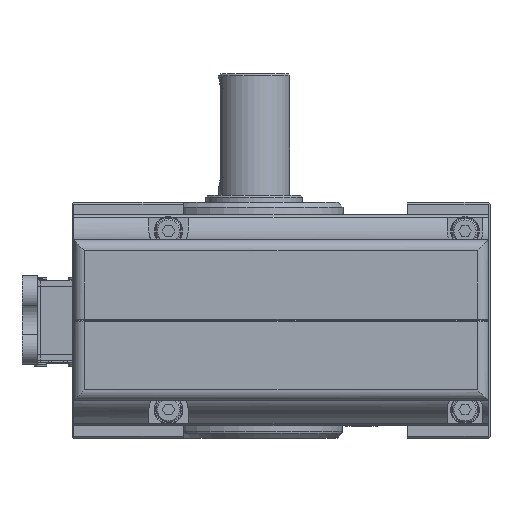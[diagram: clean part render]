
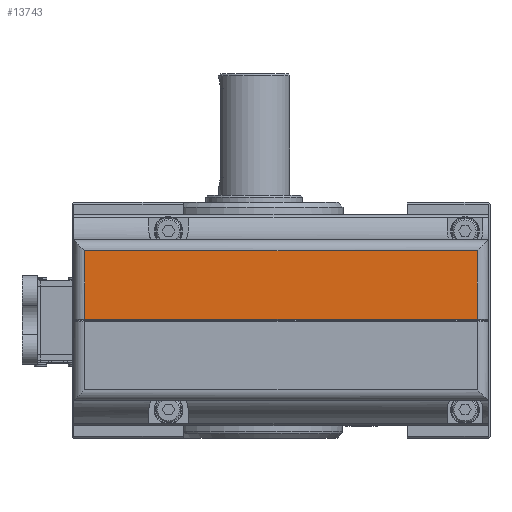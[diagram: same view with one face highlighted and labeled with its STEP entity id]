
A CAD part, left-side view. The second image highlights one B-rep face of the part: STEP entity #13743.
In plain terms, the highlighted planar face has unit normal (-1, 0, 0).
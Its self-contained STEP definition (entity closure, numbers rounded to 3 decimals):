
#401=B_SPLINE_CURVE_WITH_KNOTS('',3,(#22166,#22167,#22168,#22169),
 .UNSPECIFIED.,.F.,.F.,(4,4),(0.,1.),.UNSPECIFIED.);
#1073=LINE('',#22159,#2177);
#1074=LINE('',#22162,#2178);
#1075=LINE('',#22164,#2179);
#2177=VECTOR('',#17682,1000.);
#2178=VECTOR('',#17683,1000.);
#2179=VECTOR('',#17684,1000.);
#4500=ORIENTED_EDGE('',*,*,#7385,.F.);
#4501=ORIENTED_EDGE('',*,*,#7386,.F.);
#4502=ORIENTED_EDGE('',*,*,#7387,.T.);
#4503=ORIENTED_EDGE('',*,*,#7388,.T.);
#7385=EDGE_CURVE('',#8988,#8989,#1073,.T.);
#7386=EDGE_CURVE('',#8990,#8988,#1074,.T.);
#7387=EDGE_CURVE('',#8990,#8991,#1075,.T.);
#7388=EDGE_CURVE('',#8991,#8989,#401,.T.);
#8988=VERTEX_POINT('',#22160);
#8989=VERTEX_POINT('',#22161);
#8990=VERTEX_POINT('',#22163);
#8991=VERTEX_POINT('',#22165);
#10856=EDGE_LOOP('',(#4500,#4501,#4502,#4503));
#12108=FACE_BOUND('',#10856,.T.);
#13070=PLANE('',#14999);
#13743=ADVANCED_FACE('',(#12108),#13070,.F.);
#14999=AXIS2_PLACEMENT_3D('',#22158,#17680,#17681);
#17680=DIRECTION('',(1.,0.,0.));
#17681=DIRECTION('',(0.,0.,-1.));
#17682=DIRECTION('',(0.,0.,-1.));
#17683=DIRECTION('',(0.,-1.,0.));
#17684=DIRECTION('',(0.,0.,-1.));
#22158=CARTESIAN_POINT('',(-218.5,55.,29.5));
#22159=CARTESIAN_POINT('',(-218.5,-55.,29.5));
#22160=CARTESIAN_POINT('',(-218.5,-55.,19.5));
#22161=CARTESIAN_POINT('',(-218.5,-55.,0.25));
#22162=CARTESIAN_POINT('',(-218.5,58.,19.5));
#22163=CARTESIAN_POINT('',(-218.5,55.,19.5));
#22164=CARTESIAN_POINT('',(-218.5,55.,29.5));
#22165=CARTESIAN_POINT('',(-218.5,55.,0.25));
#22166=CARTESIAN_POINT('',(-218.5,55.,0.25));
#22167=CARTESIAN_POINT('',(-218.5,18.333,0.25));
#22168=CARTESIAN_POINT('',(-218.5,-18.333,0.25));
#22169=CARTESIAN_POINT('',(-218.5,-55.,0.25));
